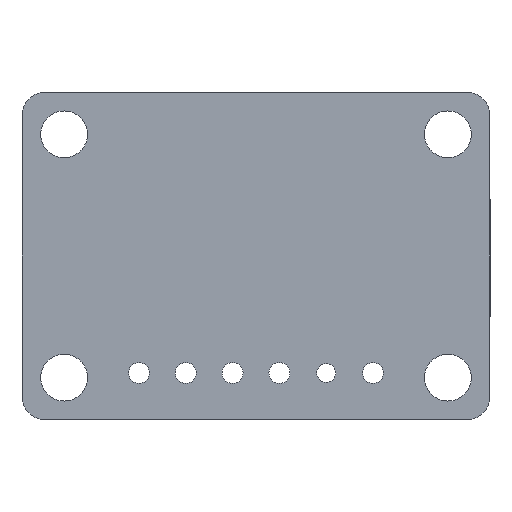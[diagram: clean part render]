
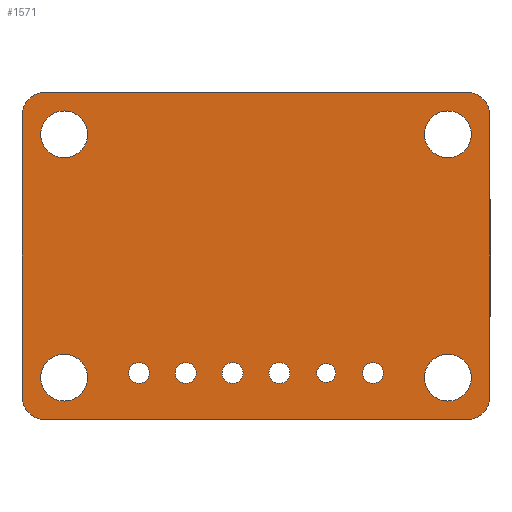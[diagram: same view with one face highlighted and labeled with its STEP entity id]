
A CAD part, front view. The second image highlights one B-rep face of the part: STEP entity #1571.
In plain terms, the highlighted planar face has unit normal (0, -1, 0).
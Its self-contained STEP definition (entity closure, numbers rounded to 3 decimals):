
#19=FACE_BOUND('',#284,.T.);
#20=FACE_BOUND('',#285,.T.);
#21=FACE_BOUND('',#286,.T.);
#22=FACE_BOUND('',#287,.T.);
#23=FACE_BOUND('',#288,.T.);
#24=FACE_BOUND('',#289,.T.);
#25=FACE_BOUND('',#290,.T.);
#26=FACE_BOUND('',#291,.T.);
#27=FACE_BOUND('',#292,.T.);
#28=FACE_BOUND('',#293,.T.);
#48=CIRCLE('',#1689,2.236);
#50=CIRCLE('',#1692,2.236);
#52=CIRCLE('',#1695,2.236);
#54=CIRCLE('',#1698,2.236);
#56=CIRCLE('',#1701,2.);
#58=CIRCLE('',#1704,2.236);
#60=CIRCLE('',#1707,5.);
#62=CIRCLE('',#1710,5.);
#64=CIRCLE('',#1713,5.);
#66=CIRCLE('',#1716,5.);
#68=CIRCLE('',#1719,5.);
#69=CIRCLE('',#1722,5.);
#70=CIRCLE('',#1723,5.);
#71=CIRCLE('',#1724,5.);
#191=FACE_OUTER_BOUND('',#283,.T.);
#283=EDGE_LOOP('',(#1271,#1272,#1273,#1274,#1275,#1276,#1277,#1278));
#284=EDGE_LOOP('',(#1279));
#285=EDGE_LOOP('',(#1280));
#286=EDGE_LOOP('',(#1281));
#287=EDGE_LOOP('',(#1282));
#288=EDGE_LOOP('',(#1283));
#289=EDGE_LOOP('',(#1284));
#290=EDGE_LOOP('',(#1285));
#291=EDGE_LOOP('',(#1286));
#292=EDGE_LOOP('',(#1287));
#293=EDGE_LOOP('',(#1288));
#445=LINE('',#2507,#611);
#448=LINE('',#2513,#614);
#449=LINE('',#2517,#615);
#450=LINE('',#2521,#616);
#611=VECTOR('',#2071,10.);
#614=VECTOR('',#2076,10.);
#615=VECTOR('',#2079,10.);
#616=VECTOR('',#2082,10.);
#742=VERTEX_POINT('',#2439);
#744=VERTEX_POINT('',#2445);
#746=VERTEX_POINT('',#2451);
#748=VERTEX_POINT('',#2457);
#750=VERTEX_POINT('',#2463);
#752=VERTEX_POINT('',#2469);
#754=VERTEX_POINT('',#2475);
#756=VERTEX_POINT('',#2481);
#758=VERTEX_POINT('',#2487);
#760=VERTEX_POINT('',#2493);
#763=VERTEX_POINT('',#2500);
#764=VERTEX_POINT('',#2502);
#765=VERTEX_POINT('',#2506);
#767=VERTEX_POINT('',#2512);
#768=VERTEX_POINT('',#2514);
#769=VERTEX_POINT('',#2516);
#770=VERTEX_POINT('',#2518);
#771=VERTEX_POINT('',#2520);
#923=EDGE_CURVE('',#742,#742,#48,.T.);
#926=EDGE_CURVE('',#744,#744,#50,.T.);
#929=EDGE_CURVE('',#746,#746,#52,.T.);
#932=EDGE_CURVE('',#748,#748,#54,.T.);
#935=EDGE_CURVE('',#750,#750,#56,.T.);
#938=EDGE_CURVE('',#752,#752,#58,.T.);
#941=EDGE_CURVE('',#754,#754,#60,.T.);
#944=EDGE_CURVE('',#756,#756,#62,.T.);
#947=EDGE_CURVE('',#758,#758,#64,.T.);
#950=EDGE_CURVE('',#760,#760,#66,.T.);
#953=EDGE_CURVE('',#763,#764,#68,.T.);
#955=EDGE_CURVE('',#765,#764,#445,.T.);
#958=EDGE_CURVE('',#763,#767,#448,.T.);
#959=EDGE_CURVE('',#768,#767,#69,.T.);
#960=EDGE_CURVE('',#768,#769,#449,.T.);
#961=EDGE_CURVE('',#770,#769,#70,.T.);
#962=EDGE_CURVE('',#770,#771,#450,.T.);
#963=EDGE_CURVE('',#765,#771,#71,.T.);
#1271=ORIENTED_EDGE('',*,*,#953,.F.);
#1272=ORIENTED_EDGE('',*,*,#958,.T.);
#1273=ORIENTED_EDGE('',*,*,#959,.F.);
#1274=ORIENTED_EDGE('',*,*,#960,.T.);
#1275=ORIENTED_EDGE('',*,*,#961,.F.);
#1276=ORIENTED_EDGE('',*,*,#962,.T.);
#1277=ORIENTED_EDGE('',*,*,#963,.F.);
#1278=ORIENTED_EDGE('',*,*,#955,.T.);
#1279=ORIENTED_EDGE('',*,*,#923,.T.);
#1280=ORIENTED_EDGE('',*,*,#926,.T.);
#1281=ORIENTED_EDGE('',*,*,#929,.T.);
#1282=ORIENTED_EDGE('',*,*,#932,.T.);
#1283=ORIENTED_EDGE('',*,*,#935,.T.);
#1284=ORIENTED_EDGE('',*,*,#938,.T.);
#1285=ORIENTED_EDGE('',*,*,#941,.T.);
#1286=ORIENTED_EDGE('',*,*,#944,.T.);
#1287=ORIENTED_EDGE('',*,*,#947,.T.);
#1288=ORIENTED_EDGE('',*,*,#950,.T.);
#1482=PLANE('',#1721);
#1571=ADVANCED_FACE('',(#191,#19,#20,#21,#22,#23,#24,#25,#26,#27,#28),#1482,
 .F.);
#1689=AXIS2_PLACEMENT_3D('',#2441,#1996,#1997);
#1692=AXIS2_PLACEMENT_3D('',#2447,#2003,#2004);
#1695=AXIS2_PLACEMENT_3D('',#2453,#2010,#2011);
#1698=AXIS2_PLACEMENT_3D('',#2459,#2017,#2018);
#1701=AXIS2_PLACEMENT_3D('',#2465,#2024,#2025);
#1704=AXIS2_PLACEMENT_3D('',#2471,#2031,#2032);
#1707=AXIS2_PLACEMENT_3D('',#2477,#2038,#2039);
#1710=AXIS2_PLACEMENT_3D('',#2483,#2045,#2046);
#1713=AXIS2_PLACEMENT_3D('',#2489,#2052,#2053);
#1716=AXIS2_PLACEMENT_3D('',#2495,#2059,#2060);
#1719=AXIS2_PLACEMENT_3D('',#2503,#2066,#2067);
#1721=AXIS2_PLACEMENT_3D('',#2511,#2074,#2075);
#1722=AXIS2_PLACEMENT_3D('',#2515,#2077,#2078);
#1723=AXIS2_PLACEMENT_3D('',#2519,#2080,#2081);
#1724=AXIS2_PLACEMENT_3D('',#2522,#2083,#2084);
#1996=DIRECTION('center_axis',(0.,1.,0.));
#1997=DIRECTION('ref_axis',(-1.,0.,0.));
#2003=DIRECTION('center_axis',(0.,1.,0.));
#2004=DIRECTION('ref_axis',(-1.,0.,0.));
#2010=DIRECTION('center_axis',(0.,1.,0.));
#2011=DIRECTION('ref_axis',(-1.,0.,0.));
#2017=DIRECTION('center_axis',(0.,1.,0.));
#2018=DIRECTION('ref_axis',(-1.,0.,0.));
#2024=DIRECTION('center_axis',(0.,1.,0.));
#2025=DIRECTION('ref_axis',(-1.,0.,0.));
#2031=DIRECTION('center_axis',(0.,1.,0.));
#2032=DIRECTION('ref_axis',(-1.,0.,0.));
#2038=DIRECTION('center_axis',(0.,1.,0.));
#2039=DIRECTION('ref_axis',(-1.,0.,0.));
#2045=DIRECTION('center_axis',(0.,1.,0.));
#2046=DIRECTION('ref_axis',(-1.,0.,0.));
#2052=DIRECTION('center_axis',(0.,1.,0.));
#2053=DIRECTION('ref_axis',(-1.,0.,0.));
#2059=DIRECTION('center_axis',(0.,1.,0.));
#2060=DIRECTION('ref_axis',(-1.,0.,0.));
#2066=DIRECTION('center_axis',(0.,1.,0.));
#2067=DIRECTION('ref_axis',(-0.707,0.,-0.707));
#2071=DIRECTION('',(0.,0.,-1.));
#2074=DIRECTION('center_axis',(0.,1.,0.));
#2075=DIRECTION('ref_axis',(1.,0.,0.));
#2076=DIRECTION('',(1.,0.,0.));
#2077=DIRECTION('center_axis',(0.,1.,0.));
#2078=DIRECTION('ref_axis',(0.707,0.,-0.707));
#2079=DIRECTION('',(0.,0.,1.));
#2080=DIRECTION('center_axis',(0.,1.,0.));
#2081=DIRECTION('ref_axis',(0.707,0.,0.707));
#2082=DIRECTION('',(-1.,0.,0.));
#2083=DIRECTION('center_axis',(0.,1.,0.));
#2084=DIRECTION('ref_axis',(-0.707,0.,0.707));
#2439=CARTESIAN_POINT('',(-2.764,0.,-15.));
#2441=CARTESIAN_POINT('Origin',(-5.,0.,-15.));
#2445=CARTESIAN_POINT('',(27.236,0.,-15.));
#2447=CARTESIAN_POINT('Origin',(25.,0.,-15.));
#2451=CARTESIAN_POINT('',(-12.764,0.,-15.));
#2453=CARTESIAN_POINT('Origin',(-15.,0.,-15.));
#2457=CARTESIAN_POINT('',(7.236,0.,-15.));
#2459=CARTESIAN_POINT('Origin',(5.,0.,-15.));
#2463=CARTESIAN_POINT('',(17.,0.,-15.));
#2465=CARTESIAN_POINT('Origin',(15.,0.,-15.));
#2469=CARTESIAN_POINT('',(-22.764,0.,-15.));
#2471=CARTESIAN_POINT('Origin',(-25.,0.,-15.));
#2475=CARTESIAN_POINT('',(-36.,0.,36.));
#2477=CARTESIAN_POINT('Origin',(-41.,0.,36.));
#2481=CARTESIAN_POINT('',(-36.,0.,-16.));
#2483=CARTESIAN_POINT('Origin',(-41.,0.,-16.));
#2487=CARTESIAN_POINT('',(46.,0.,36.));
#2489=CARTESIAN_POINT('Origin',(41.,0.,36.));
#2493=CARTESIAN_POINT('',(46.,0.,-16.));
#2495=CARTESIAN_POINT('Origin',(41.,0.,-16.));
#2500=CARTESIAN_POINT('',(-45.,0.,-25.));
#2502=CARTESIAN_POINT('',(-50.,0.,-20.));
#2503=CARTESIAN_POINT('Origin',(-45.,0.,-20.));
#2506=CARTESIAN_POINT('',(-50.,0.,40.));
#2507=CARTESIAN_POINT('',(-50.,0.,45.));
#2511=CARTESIAN_POINT('Origin',(0.,0.,10.));
#2512=CARTESIAN_POINT('',(45.,0.,-25.));
#2513=CARTESIAN_POINT('',(-50.,0.,-25.));
#2514=CARTESIAN_POINT('',(50.,0.,-20.));
#2515=CARTESIAN_POINT('Origin',(45.,0.,-20.));
#2516=CARTESIAN_POINT('',(50.,0.,40.));
#2517=CARTESIAN_POINT('',(50.,0.,-25.));
#2518=CARTESIAN_POINT('',(45.,0.,45.));
#2519=CARTESIAN_POINT('Origin',(45.,0.,40.));
#2520=CARTESIAN_POINT('',(-45.,0.,45.));
#2521=CARTESIAN_POINT('',(50.,0.,45.));
#2522=CARTESIAN_POINT('Origin',(-45.,0.,40.));
